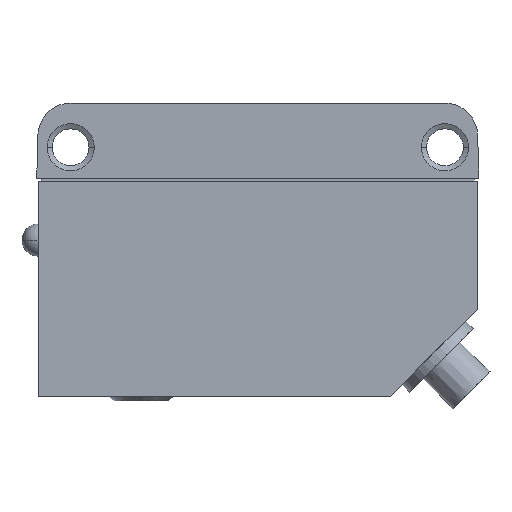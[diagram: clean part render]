
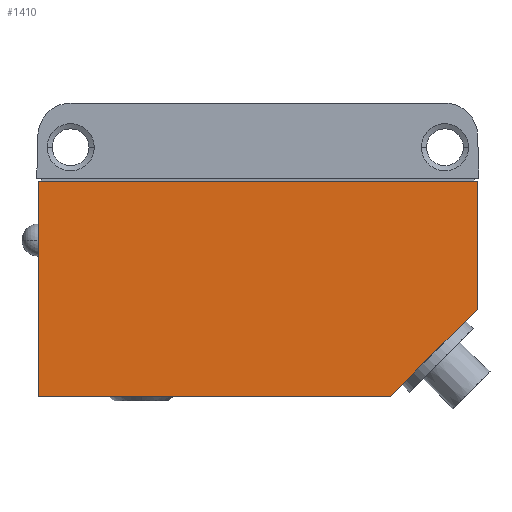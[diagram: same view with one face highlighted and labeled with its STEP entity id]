
A CAD part, left-side view. The second image highlights one B-rep face of the part: STEP entity #1410.
In plain terms, the highlighted planar face has unit normal (-1, 0, 0).
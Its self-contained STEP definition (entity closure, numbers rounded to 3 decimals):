
#940=CARTESIAN_POINT('',(-5.3,-15.288,-5.112));
#950=DIRECTION('',(1.,0.,0.));
#960=DIRECTION('',(0.,-1.,0.));
#970=AXIS2_PLACEMENT_3D('',#940,#950,#960);
#980=PLANE('',#970);
#990=CARTESIAN_POINT('',(-5.3,0.,-5.4));
#1000=DIRECTION('',(0.,1.,0.));
#1010=VECTOR('',#1000,1.);
#1020=LINE('',#990,#1010);
#1030=CARTESIAN_POINT('',(-5.3,-14.9,-5.4));
#1040=VERTEX_POINT('',#1030);
#1050=CARTESIAN_POINT('',(-5.3,14.9,-5.4));
#1060=VERTEX_POINT('',#1050);
#1070=EDGE_CURVE('',#1040,#1060,#1020,.T.);
#1080=ORIENTED_EDGE('',*,*,#1070,.T.);
#1090=CARTESIAN_POINT('',(-5.3,-14.9,0.));
#1100=DIRECTION('',(-0.,-0.,1.));
#1110=VECTOR('',#1100,1.);
#1120=LINE('',#1090,#1110);
#1130=CARTESIAN_POINT('',(-5.3,-14.9,-14.1));
#1140=VERTEX_POINT('',#1130);
#1150=EDGE_CURVE('',#1140,#1040,#1120,.T.);
#1160=ORIENTED_EDGE('',*,*,#1150,.T.);
#1170=CARTESIAN_POINT('',(-5.3,0.,-29.));
#1180=DIRECTION('',(0.,-0.707,0.707));
#1190=VECTOR('',#1180,1.);
#1200=LINE('',#1170,#1190);
#1210=CARTESIAN_POINT('',(-5.3,-9.,-20.));
#1220=VERTEX_POINT('',#1210);
#1230=EDGE_CURVE('',#1220,#1140,#1200,.T.);
#1240=ORIENTED_EDGE('',*,*,#1230,.T.);
#1250=CARTESIAN_POINT('',(-5.3,0.,-20.));
#1260=DIRECTION('',(0.,-1.,-0.));
#1270=VECTOR('',#1260,1.);
#1280=LINE('',#1250,#1270);
#1290=CARTESIAN_POINT('',(-5.3,14.9,-20.));
#1300=VERTEX_POINT('',#1290);
#1310=EDGE_CURVE('',#1300,#1220,#1280,.T.);
#1320=ORIENTED_EDGE('',*,*,#1310,.T.);
#1330=CARTESIAN_POINT('',(-5.3,14.9,0.));
#1340=DIRECTION('',(0.,-0.,1.));
#1350=VECTOR('',#1340,1.);
#1360=LINE('',#1330,#1350);
#1370=EDGE_CURVE('',#1300,#1060,#1360,.T.);
#1380=ORIENTED_EDGE('',*,*,#1370,.F.);
#1390=EDGE_LOOP('',(#1380,#1320,#1240,#1160,#1080));
#1400=FACE_OUTER_BOUND('',#1390,.T.);
#1410=ADVANCED_FACE('',(#1400),#980,.F.);
